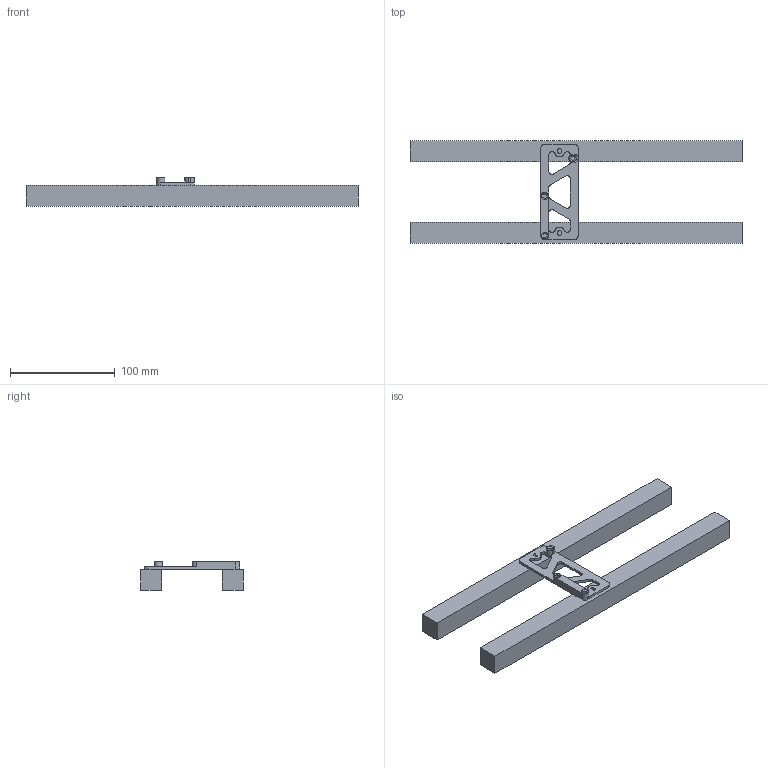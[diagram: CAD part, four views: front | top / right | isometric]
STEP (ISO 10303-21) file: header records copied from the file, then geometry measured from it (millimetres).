
FILE_DESCRIPTION(/* description */ ('STEP AP242','CAx-IF Rec.Pracs.---Representation and Presentation of Product Manufacturing Information (PMI)---4.0---2014-10-13','CAx-IF Rec.Pracs.---3D Tessellated Geometry---0.4---2014-09-14','2;1'),/* implementation_level */ '2;1');
FILE_NAME(/* name */ '63cd4cda5336de2962193e6c',/* time_stamp */ '2023-01-22T14:48:59+00:00',/* author */ (''),/* organization */ (''),/* preprocessor_version */ 'ST-DEVELOPER v18.102',/* originating_system */ ' ',/* authorisation */ ' ');
FILE_SCHEMA (('AP242_MANAGED_MODEL_BASED_3D_ENGINEERING_MIM_LF { 1 0 10303 442 1 1 4 }'));
Length unit declared in the file: metre
Products named in the file (3): Extrusion 2; Extrusion 1; Bracket
Bounding box: 316.47 x 98 x 27.5 mm (x, y, z)
Volume: 260106 mm3; surface area: 58535.2 mm2
Topology: 3 solids, 3 shells, 79 faces, 215 edges, 142 vertices
Faces by surface type: plane 42, cylinder 34, cone 3
Full cylindrical faces by diameter (mm): 4.4 x3
Entity records: 2575 total; most frequent: DIRECTION 448, CARTESIAN_POINT 433, ORIENTED_EDGE 418, EDGE_CURVE 209, AXIS2_PLACEMENT_3D 157, VERTEX_POINT 142, LINE 134, VECTOR 134
